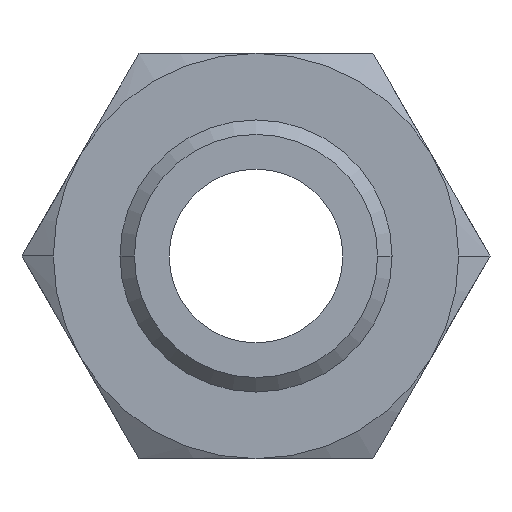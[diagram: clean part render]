
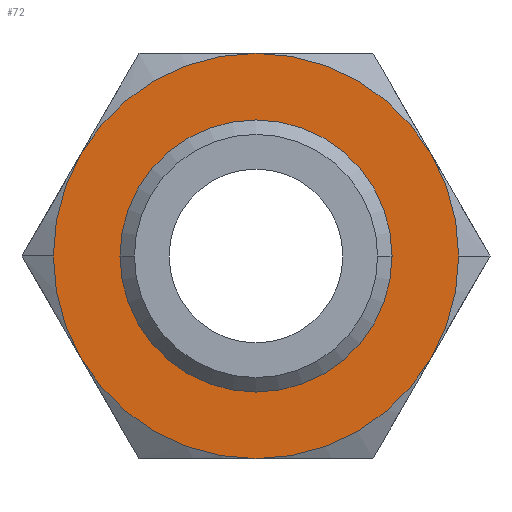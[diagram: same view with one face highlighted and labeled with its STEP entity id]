
A CAD part, front view. The second image highlights one B-rep face of the part: STEP entity #72.
In plain terms, the highlighted planar face has unit normal (0, -1, 0).
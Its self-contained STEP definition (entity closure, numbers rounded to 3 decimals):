
#72=ADVANCED_FACE('',(#174,#175),#176,.T.);
#174=FACE_OUTER_BOUND('',#305,.T.);
#175=FACE_BOUND('',#306,.T.);
#176=PLANE('',#307);
#305=EDGE_LOOP('',(#447,#448,#449,#450,#451,#452,#453,#454));
#306=EDGE_LOOP('',(#455,#456));
#307=AXIS2_PLACEMENT_3D('',#457,#458,#459);
#447=ORIENTED_EDGE('',*,*,#763,.T.);
#448=ORIENTED_EDGE('',*,*,#764,.T.);
#449=ORIENTED_EDGE('',*,*,#752,.T.);
#450=ORIENTED_EDGE('',*,*,#755,.T.);
#451=ORIENTED_EDGE('',*,*,#765,.T.);
#452=ORIENTED_EDGE('',*,*,#766,.T.);
#453=ORIENTED_EDGE('',*,*,#767,.T.);
#454=ORIENTED_EDGE('',*,*,#768,.T.);
#455=ORIENTED_EDGE('',*,*,#769,.F.);
#456=ORIENTED_EDGE('',*,*,#770,.F.);
#457=CARTESIAN_POINT('',(-3.5,10.5,0.0));
#458=DIRECTION('',(0.,-1.0,0.0));
#459=DIRECTION('',(-1.0,0.,0.0));
#752=EDGE_CURVE('',#878,#881,#883,.T.);
#755=EDGE_CURVE('',#881,#886,#888,.T.);
#763=EDGE_CURVE('',#900,#901,#902,.T.);
#764=EDGE_CURVE('',#901,#878,#903,.T.);
#765=EDGE_CURVE('',#886,#904,#905,.T.);
#766=EDGE_CURVE('',#904,#906,#907,.T.);
#767=EDGE_CURVE('',#906,#908,#909,.T.);
#768=EDGE_CURVE('',#908,#900,#910,.T.);
#769=EDGE_CURVE('',#911,#912,#913,.T.);
#770=EDGE_CURVE('',#912,#911,#914,.T.);
#878=VERTEX_POINT('',#1050);
#881=VERTEX_POINT('',#1064);
#883=CIRCLE('',#1077,7.0);
#886=VERTEX_POINT('',#1080);
#888=CIRCLE('',#1093,7.0);
#900=VERTEX_POINT('',#1118);
#901=VERTEX_POINT('',#1119);
#902=CIRCLE('',#1120,7.0);
#903=CIRCLE('',#1121,7.0);
#904=VERTEX_POINT('',#1122);
#905=CIRCLE('',#1123,7.0);
#906=VERTEX_POINT('',#1124);
#907=CIRCLE('',#1125,7.0);
#908=VERTEX_POINT('',#1126);
#909=CIRCLE('',#1127,7.0);
#910=CIRCLE('',#1128,7.0);
#911=VERTEX_POINT('',#1129);
#912=VERTEX_POINT('',#1130);
#913=CIRCLE('',#1131,4.7);
#914=CIRCLE('',#1132,4.7);
#1050=CARTESIAN_POINT('',(-6.062,10.5,-3.5));
#1064=CARTESIAN_POINT('',(0.,10.5,-7.0));
#1077=AXIS2_PLACEMENT_3D('',#1392,#1393,#1394);
#1080=CARTESIAN_POINT('',(6.062,10.5,-3.5));
#1093=AXIS2_PLACEMENT_3D('',#1395,#1396,#1397);
#1118=CARTESIAN_POINT('',(-6.062,10.5,3.5));
#1119=CARTESIAN_POINT('',(-7.0,10.5,0.));
#1120=AXIS2_PLACEMENT_3D('',#1406,#1407,#1408);
#1121=AXIS2_PLACEMENT_3D('',#1409,#1410,#1411);
#1122=CARTESIAN_POINT('',(7.0,10.5,0.));
#1123=AXIS2_PLACEMENT_3D('',#1412,#1413,#1414);
#1124=CARTESIAN_POINT('',(6.062,10.5,3.5));
#1125=AXIS2_PLACEMENT_3D('',#1415,#1416,#1417);
#1126=CARTESIAN_POINT('',(0.,10.5,7.0));
#1127=AXIS2_PLACEMENT_3D('',#1418,#1419,#1420);
#1128=AXIS2_PLACEMENT_3D('',#1421,#1422,#1423);
#1129=CARTESIAN_POINT('',(-4.7,10.5,0.));
#1130=CARTESIAN_POINT('',(4.7,10.5,0.));
#1131=AXIS2_PLACEMENT_3D('',#1424,#1425,#1426);
#1132=AXIS2_PLACEMENT_3D('',#1427,#1428,#1429);
#1392=CARTESIAN_POINT('',(0.,10.5,0.0));
#1393=DIRECTION('',(0.,-1.0,0.0));
#1394=DIRECTION('',(-1.0,0.,0.0));
#1395=CARTESIAN_POINT('',(0.,10.5,0.0));
#1396=DIRECTION('',(0.,-1.0,0.0));
#1397=DIRECTION('',(-1.0,0.,0.0));
#1406=CARTESIAN_POINT('',(0.,10.5,0.0));
#1407=DIRECTION('',(0.,-1.0,0.0));
#1408=DIRECTION('',(-1.0,0.,0.0));
#1409=CARTESIAN_POINT('',(0.,10.5,0.0));
#1410=DIRECTION('',(0.,-1.0,0.0));
#1411=DIRECTION('',(-1.0,0.,0.0));
#1412=CARTESIAN_POINT('',(0.,10.5,0.0));
#1413=DIRECTION('',(0.,-1.0,0.0));
#1414=DIRECTION('',(-1.0,0.,0.0));
#1415=CARTESIAN_POINT('',(0.,10.5,0.0));
#1416=DIRECTION('',(0.,-1.0,0.0));
#1417=DIRECTION('',(-1.0,0.,0.0));
#1418=CARTESIAN_POINT('',(0.,10.5,0.0));
#1419=DIRECTION('',(0.,-1.0,0.0));
#1420=DIRECTION('',(-1.0,0.,0.0));
#1421=CARTESIAN_POINT('',(0.,10.5,0.0));
#1422=DIRECTION('',(0.,-1.0,0.0));
#1423=DIRECTION('',(-1.0,0.,0.0));
#1424=CARTESIAN_POINT('',(0.0,10.5,0.0));
#1425=DIRECTION('',(0.,-1.0,0.0));
#1426=DIRECTION('',(1.0,0.,0.0));
#1427=CARTESIAN_POINT('',(0.0,10.5,0.0));
#1428=DIRECTION('',(0.,-1.0,0.0));
#1429=DIRECTION('',(1.0,0.,0.0));
